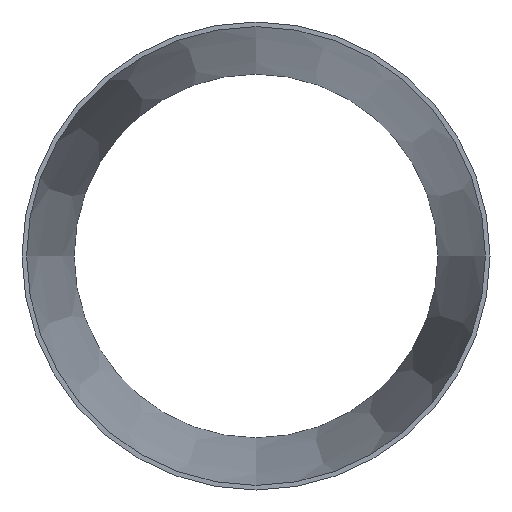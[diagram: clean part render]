
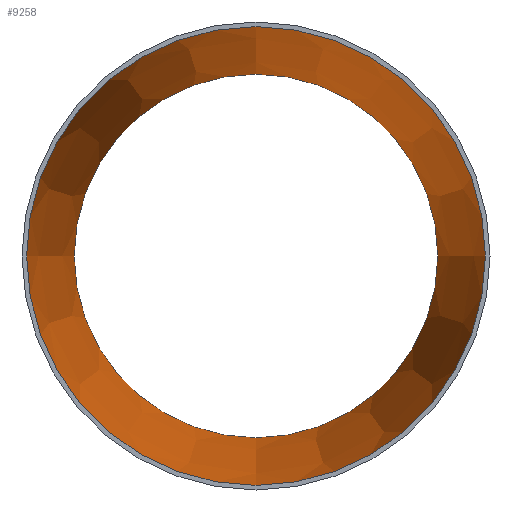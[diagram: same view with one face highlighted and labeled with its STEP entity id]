
A CAD part, front view. The second image highlights one B-rep face of the part: STEP entity #9258.
In plain terms, the highlighted conical face has half-angle 6.609 degrees and reference radius 199.173 mm.
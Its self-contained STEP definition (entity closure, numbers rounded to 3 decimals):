
#681 = AXIS2_PLACEMENT_3D ( 'NONE', #2753, #17163, #32580 ) ;
#2189 = CARTESIAN_POINT ( 'NONE',  ( 0., 0., -199.173 ) ) ;
#2575 = VERTEX_POINT ( 'NONE', #35294 ) ;
#2595 = CIRCLE ( 'NONE', #24376, 199.173 ) ;
#2753 = CARTESIAN_POINT ( 'NONE',  ( 0., 0., 0. ) ) ;
#3712 = DIRECTION ( 'NONE',  ( 0., -1., 0. ) ) ;
#4296 = DIRECTION ( 'NONE',  ( 0., 0., -1. ) ) ;
#5170 = AXIS2_PLACEMENT_3D ( 'NONE', #30414, #3712, #4296 ) ;
#9258 = ADVANCED_FACE ( 'NONE', ( #29066, #14260 ), #21233, .F. ) ;
#14260 = FACE_OUTER_BOUND ( 'NONE', #32251, .T. ) ;
#15282 = ORIENTED_EDGE ( 'NONE', *, *, #35157, .T. ) ;
#15520 = EDGE_LOOP ( 'NONE', ( #30822 ) ) ;
#16199 = DIRECTION ( 'NONE',  ( 0., -1., 0. ) ) ;
#17163 = DIRECTION ( 'NONE',  ( 0., -1., 0. ) ) ;
#18923 = DIRECTION ( 'NONE',  ( 0., 0., -1. ) ) ;
#21233 = CONICAL_SURFACE ( 'NONE', #681, 199.173, 0.115 ) ;
#21858 = CARTESIAN_POINT ( 'NONE',  ( 0., 0., 0. ) ) ;
#23245 = VERTEX_POINT ( 'NONE', #2189 ) ;
#24376 = AXIS2_PLACEMENT_3D ( 'NONE', #21858, #16199, #18923 ) ;
#29066 = FACE_BOUND ( 'NONE', #15520, .T. ) ;
#30414 = CARTESIAN_POINT ( 'NONE',  ( 0., 356., 0. ) ) ;
#30667 = CIRCLE ( 'NONE', #5170, 157.923 ) ;
#30822 = ORIENTED_EDGE ( 'NONE', *, *, #37271, .F. ) ;
#32251 = EDGE_LOOP ( 'NONE', ( #15282 ) ) ;
#32580 = DIRECTION ( 'NONE',  ( 0., 0., -1. ) ) ;
#35157 = EDGE_CURVE ( 'NONE', #23245, #23245, #2595, .T. ) ;
#35294 = CARTESIAN_POINT ( 'NONE',  ( 0., 356., -157.923 ) ) ;
#37271 = EDGE_CURVE ( 'NONE', #2575, #2575, #30667, .T. ) ;
